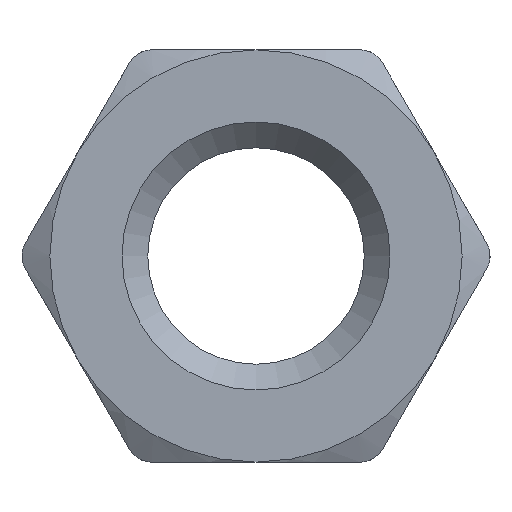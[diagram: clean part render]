
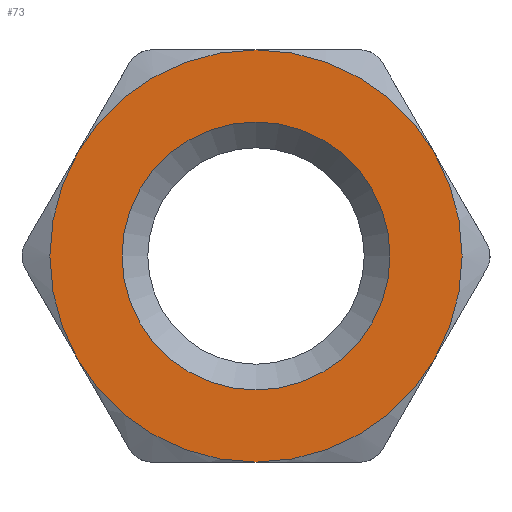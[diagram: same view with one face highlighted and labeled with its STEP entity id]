
A CAD part, front view. The second image highlights one B-rep face of the part: STEP entity #73.
In plain terms, the highlighted planar face has unit normal (0, -1, 0).
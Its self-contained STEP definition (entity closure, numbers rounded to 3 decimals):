
#3 = CARTESIAN_POINT ( 'NONE',  ( 3.464, -2., -2. ) ) ;
#28 = PLANE ( 'NONE',  #1060 ) ;
#36 = ORIENTED_EDGE ( 'NONE', *, *, #1559, .T. ) ;
#70 = CARTESIAN_POINT ( 'NONE',  ( 0., -2., 0. ) ) ;
#73 = ADVANCED_FACE ( 'NONE', ( #1285, #1577 ), #28, .F. ) ;
#74 = DIRECTION ( 'NONE',  ( 0., -1., 0. ) ) ;
#164 = AXIS2_PLACEMENT_3D ( 'NONE', #1842, #74, #219 ) ;
#197 = DIRECTION ( 'NONE',  ( 0., 1., 0. ) ) ;
#219 = DIRECTION ( 'NONE',  ( 0., 0., 1. ) ) ;
#231 = AXIS2_PLACEMENT_3D ( 'NONE', #676, #402, #681 ) ;
#255 = EDGE_LOOP ( 'NONE', ( #1502, #900, #515, #36, #1478, #973 ) ) ;
#257 = VERTEX_POINT ( 'NONE', #1891 ) ;
#277 = EDGE_CURVE ( 'NONE', #257, #1117, #299, .T. ) ;
#299 = CIRCLE ( 'NONE', #231, 4. ) ;
#330 = EDGE_CURVE ( 'NONE', #835, #1880, #441, .T. ) ;
#342 = DIRECTION ( 'NONE',  ( 0., -1., 0. ) ) ;
#402 = DIRECTION ( 'NONE',  ( 0., -1., 0. ) ) ;
#441 = CIRCLE ( 'NONE', #1036, 4. ) ;
#480 = CIRCLE ( 'NONE', #583, 2.6 ) ;
#515 = ORIENTED_EDGE ( 'NONE', *, *, #1145, .T. ) ;
#529 = CIRCLE ( 'NONE', #798, 4. ) ;
#581 = DIRECTION ( 'NONE',  ( 0., 0., 1. ) ) ;
#582 = DIRECTION ( 'NONE',  ( 0., -1., 0. ) ) ;
#583 = AXIS2_PLACEMENT_3D ( 'NONE', #1474, #1170, #581 ) ;
#661 = CIRCLE ( 'NONE', #1698, 4. ) ;
#676 = CARTESIAN_POINT ( 'NONE',  ( 0., -2., 0. ) ) ;
#681 = DIRECTION ( 'NONE',  ( 1., 0., 0. ) ) ;
#695 = DIRECTION ( 'NONE',  ( 0., -1., 0. ) ) ;
#736 = VERTEX_POINT ( 'NONE', #909 ) ;
#738 = ORIENTED_EDGE ( 'NONE', *, *, #1846, .T. ) ;
#746 = DIRECTION ( 'NONE',  ( 0., 0., 1. ) ) ;
#766 = CARTESIAN_POINT ( 'NONE',  ( 0., -2., 0. ) ) ;
#798 = AXIS2_PLACEMENT_3D ( 'NONE', #1795, #582, #746 ) ;
#808 = VERTEX_POINT ( 'NONE', #1318 ) ;
#810 = EDGE_CURVE ( 'NONE', #1117, #1456, #529, .T. ) ;
#835 = VERTEX_POINT ( 'NONE', #1184 ) ;
#855 = EDGE_LOOP ( 'NONE', ( #738 ) ) ;
#881 = AXIS2_PLACEMENT_3D ( 'NONE', #991, #695, #1573 ) ;
#900 = ORIENTED_EDGE ( 'NONE', *, *, #810, .T. ) ;
#909 = CARTESIAN_POINT ( 'NONE',  ( 0., -2., 2.6 ) ) ;
#973 = ORIENTED_EDGE ( 'NONE', *, *, #1006, .T. ) ;
#991 = CARTESIAN_POINT ( 'NONE',  ( 0., -2., 0. ) ) ;
#1006 = EDGE_CURVE ( 'NONE', #1880, #257, #661, .T. ) ;
#1036 = AXIS2_PLACEMENT_3D ( 'NONE', #1431, #1569, #1721 ) ;
#1060 = AXIS2_PLACEMENT_3D ( 'NONE', #70, #197, #1372 ) ;
#1117 = VERTEX_POINT ( 'NONE', #1671 ) ;
#1130 = CARTESIAN_POINT ( 'NONE',  ( -3.464, -2., 2. ) ) ;
#1145 = EDGE_CURVE ( 'NONE', #1456, #808, #1596, .T. ) ;
#1170 = DIRECTION ( 'NONE',  ( 0., 1., 0. ) ) ;
#1184 = CARTESIAN_POINT ( 'NONE',  ( 0., -2., -4. ) ) ;
#1285 = FACE_BOUND ( 'NONE', #855, .T. ) ;
#1318 = CARTESIAN_POINT ( 'NONE',  ( -3.464, -2., -2. ) ) ;
#1372 = DIRECTION ( 'NONE',  ( 0., 0., 1. ) ) ;
#1431 = CARTESIAN_POINT ( 'NONE',  ( 0., -2., 0. ) ) ;
#1456 = VERTEX_POINT ( 'NONE', #1130 ) ;
#1474 = CARTESIAN_POINT ( 'NONE',  ( 0., -2., 0. ) ) ;
#1478 = ORIENTED_EDGE ( 'NONE', *, *, #330, .T. ) ;
#1502 = ORIENTED_EDGE ( 'NONE', *, *, #277, .T. ) ;
#1559 = EDGE_CURVE ( 'NONE', #808, #835, #1643, .T. ) ;
#1569 = DIRECTION ( 'NONE',  ( 0., -1., 0. ) ) ;
#1573 = DIRECTION ( 'NONE',  ( 0., 0., 1. ) ) ;
#1577 = FACE_OUTER_BOUND ( 'NONE', #255, .T. ) ;
#1596 = CIRCLE ( 'NONE', #164, 4. ) ;
#1643 = CIRCLE ( 'NONE', #881, 4. ) ;
#1671 = CARTESIAN_POINT ( 'NONE',  ( 0., -2., 4. ) ) ;
#1698 = AXIS2_PLACEMENT_3D ( 'NONE', #766, #342, #1820 ) ;
#1721 = DIRECTION ( 'NONE',  ( 0., 0., 1. ) ) ;
#1795 = CARTESIAN_POINT ( 'NONE',  ( 0., -2., 0. ) ) ;
#1820 = DIRECTION ( 'NONE',  ( 0., 0., 1. ) ) ;
#1842 = CARTESIAN_POINT ( 'NONE',  ( 0., -2., 0. ) ) ;
#1846 = EDGE_CURVE ( 'NONE', #736, #736, #480, .T. ) ;
#1880 = VERTEX_POINT ( 'NONE', #3 ) ;
#1891 = CARTESIAN_POINT ( 'NONE',  ( 3.464, -2., 2. ) ) ;
